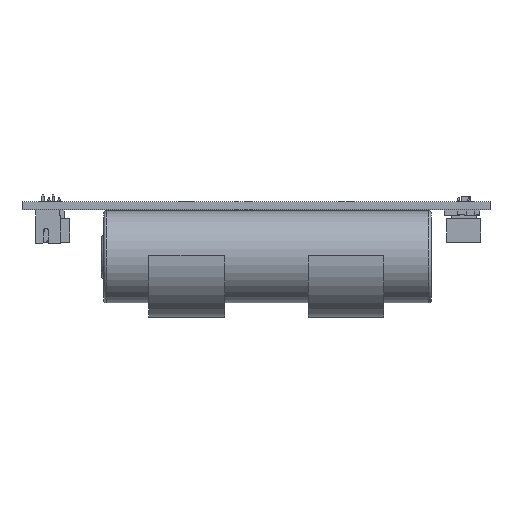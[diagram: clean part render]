
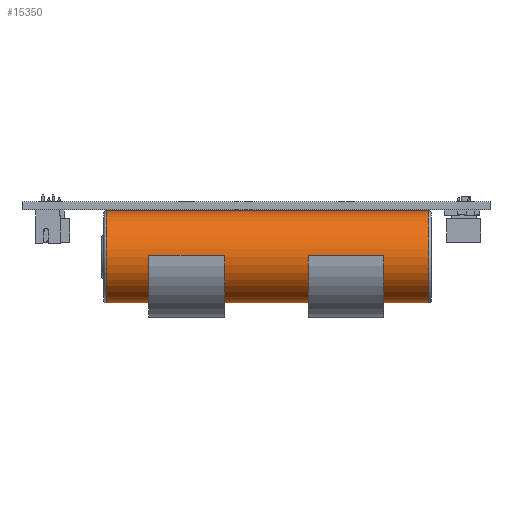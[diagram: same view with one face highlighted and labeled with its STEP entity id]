
A CAD part, front view. The second image highlights one B-rep face of the part: STEP entity #15350.
In plain terms, the highlighted cylindrical face has radius 9.1 mm (diameter 18.2 mm), a full revolution.
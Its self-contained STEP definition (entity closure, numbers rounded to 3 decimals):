
#15350 = ADVANCED_FACE('',(#15351),#15377,.T.);
#15351 = FACE_BOUND('',#15352,.T.);
#15352 = EDGE_LOOP('',(#15353,#15362,#15369,#15376));
#15353 = ORIENTED_EDGE('',*,*,#15354,.T.);
#15354 = EDGE_CURVE('',#15355,#15355,#15357,.T.);
#15355 = VERTEX_POINT('',#15356);
#15356 = CARTESIAN_POINT('',(-19.774,15.272,64.2));
#15357 = CIRCLE('',#15358,9.1);
#15358 = AXIS2_PLACEMENT_3D('',#15359,#15360,#15361);
#15359 = CARTESIAN_POINT('',(-28.874,15.272,64.2));
#15360 = DIRECTION('',(0.,0.,-1.));
#15361 = DIRECTION('',(1.,0.,0.));
#15362 = ORIENTED_EDGE('',*,*,#15363,.T.);
#15363 = EDGE_CURVE('',#15355,#15364,#15366,.T.);
#15364 = VERTEX_POINT('',#15365);
#15365 = CARTESIAN_POINT('',(-19.774,15.272,0.5));
#15366 = B_SPLINE_CURVE_WITH_KNOTS('',1,(#15367,#15368),.UNSPECIFIED.,
  .F.,.F.,(2,2),(0.5,64.2),.PIECEWISE_BEZIER_KNOTS.);
#15367 = CARTESIAN_POINT('',(-19.774,15.272,64.2));
#15368 = CARTESIAN_POINT('',(-19.774,15.272,0.5));
#15369 = ORIENTED_EDGE('',*,*,#15370,.T.);
#15370 = EDGE_CURVE('',#15364,#15364,#15371,.T.);
#15371 = CIRCLE('',#15372,9.1);
#15372 = AXIS2_PLACEMENT_3D('',#15373,#15374,#15375);
#15373 = CARTESIAN_POINT('',(-28.874,15.272,0.5));
#15374 = DIRECTION('',(0.,0.,1.));
#15375 = DIRECTION('',(1.,0.,0.));
#15376 = ORIENTED_EDGE('',*,*,#15363,.F.);
#15377 = CYLINDRICAL_SURFACE('',#15378,9.1);
#15378 = AXIS2_PLACEMENT_3D('',#15379,#15380,#15381);
#15379 = CARTESIAN_POINT('',(-28.874,15.272,64.7));
#15380 = DIRECTION('',(0.,0.,-1.));
#15381 = DIRECTION('',(-1.,0.,0.));
